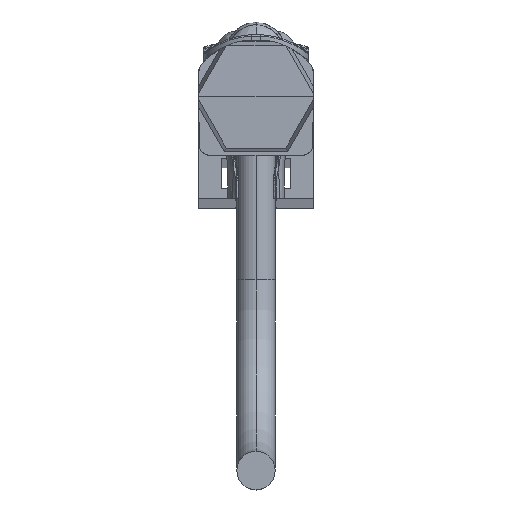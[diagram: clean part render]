
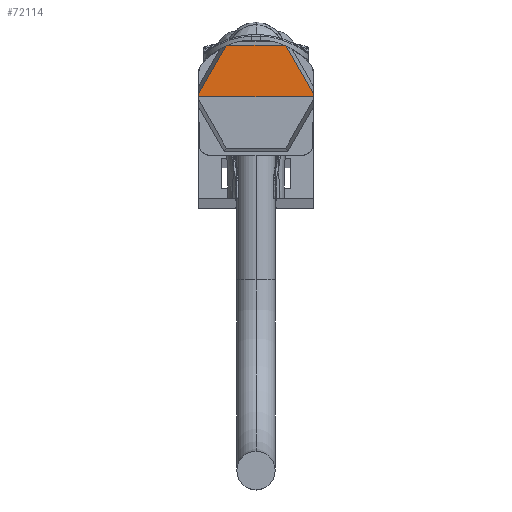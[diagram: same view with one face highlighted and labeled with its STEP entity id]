
A CAD part, top view. The second image highlights one B-rep face of the part: STEP entity #72114.
In plain terms, the highlighted planar face has unit normal (0, 0.018, 1).
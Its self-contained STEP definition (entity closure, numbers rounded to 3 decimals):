
#28112=CARTESIAN_POINT('',(3.161,7.618,306.658));
#28145=CARTESIAN_POINT('',(2.928,7.722,306.656));
#28146=CARTESIAN_POINT('',(3.006,7.689,306.657));
#28147=CARTESIAN_POINT('',(3.084,7.654,306.657));
#28148=CARTESIAN_POINT('',(3.161,7.618,306.658));
#28150=DIRECTION('',(-0.497,0.868,-0.015));
#28151=VECTOR('',#28150,5.7);
#28152=CARTESIAN_POINT('',(5.994,2.673,306.744));
#28153=LINE('',#28152,#28151);
#28154=DIRECTION('',(-0.017,1.,-0.017));
#28155=VECTOR('',#28154,0.323);
#28156=CARTESIAN_POINT('',(6.,2.35,306.75));
#28157=LINE('',#28156,#28155);
#28158=DIRECTION('',(1.,0.,0.));
#28159=VECTOR('',#28158,12.);
#28160=CARTESIAN_POINT('',(-6.,2.35,306.75));
#28161=LINE('',#28160,#28159);
#28162=DIRECTION('',(0.017,1.,-0.017));
#28163=VECTOR('',#28162,0.323);
#28164=CARTESIAN_POINT('',(-6.,2.35,306.75));
#28165=LINE('',#28164,#28163);
#28166=DIRECTION('',(-0.497,-0.868,0.015));
#28167=VECTOR('',#28166,5.7);
#28168=CARTESIAN_POINT('',(-3.161,7.618,
306.658));
#28169=LINE('',#28168,#28167);
#28170=CARTESIAN_POINT('',(-3.161,7.618,
306.658));
#28171=CARTESIAN_POINT('',(-3.084,7.654,
306.657));
#28172=CARTESIAN_POINT('',(-3.006,7.689,
306.657));
#28173=CARTESIAN_POINT('',(-2.927,7.722,
306.656));
#28175=DIRECTION('',(-1.,0.,0.));
#28176=VECTOR('',#28175,5.855);
#28177=CARTESIAN_POINT('',(2.928,7.722,306.656));
#28178=LINE('',#28177,#28176);
#29890=CARTESIAN_POINT('',(2.928,7.722,306.656));
#29896=CARTESIAN_POINT('',(-2.927,7.722,
306.656));
#29906=CARTESIAN_POINT('',(-3.161,7.618,
306.658));
#32605=CARTESIAN_POINT('',(-6.,2.35,306.75));
#32606=VERTEX_POINT('',#32605);
#32607=CARTESIAN_POINT('',(6.,2.35,306.75));
#32608=VERTEX_POINT('',#32607);
#32617=VERTEX_POINT('',#28112);
#32620=CARTESIAN_POINT('',(5.994,2.673,306.744));
#32622=VERTEX_POINT('',#32620);
#32623=VERTEX_POINT('',#29906);
#32626=CARTESIAN_POINT('',(-5.994,2.673,
306.744));
#32628=VERTEX_POINT('',#32626);
#32633=VERTEX_POINT('',#29890);
#32635=VERTEX_POINT('',#29896);
#72094=CARTESIAN_POINT('',(-6.64,2.35,306.75));
#72095=DIRECTION('',(0.,0.017,1.));
#72096=DIRECTION('',(1.,0.,0.));
#72097=AXIS2_PLACEMENT_3D('',#72094,#72095,#72096);
#72098=PLANE('',#72097);
#72099=ORIENTED_EDGE('',*,*,#72055,.T.);
#72100=ORIENTED_EDGE('',*,*,#72042,.F.);
#72101=ORIENTED_EDGE('',*,*,#72027,.F.);
#72103=ORIENTED_EDGE('',*,*,#72102,.F.);
#72105=ORIENTED_EDGE('',*,*,#72104,.T.);
#72107=ORIENTED_EDGE('',*,*,#72106,.F.);
#72109=ORIENTED_EDGE('',*,*,#72108,.T.);
#72111=ORIENTED_EDGE('',*,*,#72110,.F.);
#72112=EDGE_LOOP('',(#72099,#72100,#72101,#72103,#72105,#72107,#72109,#72111));
#72113=FACE_OUTER_BOUND('',#72112,.F.);
#72114=ADVANCED_FACE('',(#72113),#72098,.T.);
#28149=B_SPLINE_CURVE_WITH_KNOTS('',3,(#28145,#28146,#28147,#28148),
.UNSPECIFIED.,.F.,.F.,(4,4),(0.,1.),.UNSPECIFIED.);
#28174=B_SPLINE_CURVE_WITH_KNOTS('',3,(#28170,#28171,#28172,#28173),
.UNSPECIFIED.,.F.,.F.,(4,4),(0.,1.),.UNSPECIFIED.);
#72027=EDGE_CURVE('',#32608,#32622,#28157,.T.);
#72042=EDGE_CURVE('',#32622,#32617,#28153,.T.);
#72055=EDGE_CURVE('',#32633,#32617,#28149,.T.);
#72102=EDGE_CURVE('',#32606,#32608,#28161,.T.);
#72104=EDGE_CURVE('',#32606,#32628,#28165,.T.);
#72106=EDGE_CURVE('',#32623,#32628,#28169,.T.);
#72108=EDGE_CURVE('',#32623,#32635,#28174,.T.);
#72110=EDGE_CURVE('',#32633,#32635,#28178,.T.);
